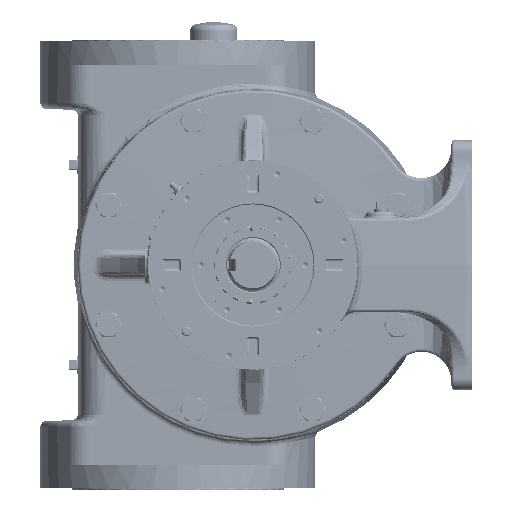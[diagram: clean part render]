
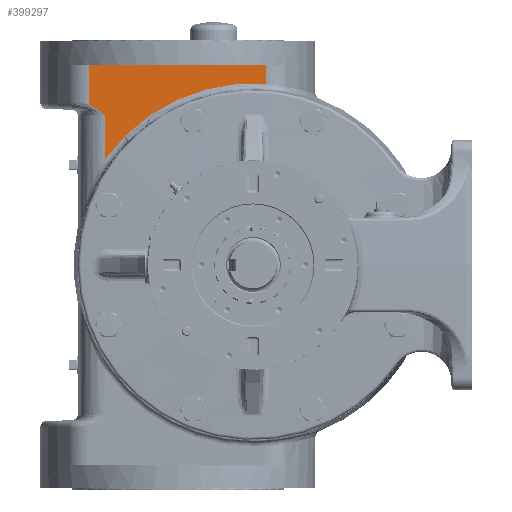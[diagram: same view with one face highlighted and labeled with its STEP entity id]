
A CAD part, left-side view. The second image highlights one B-rep face of the part: STEP entity #399297.
In plain terms, the highlighted planar face has unit normal (-1, 0, 0).
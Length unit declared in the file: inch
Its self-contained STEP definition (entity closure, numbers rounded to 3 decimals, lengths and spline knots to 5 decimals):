
#1201 = DIRECTION ( 'NONE',  ( 0., 0., -1. ) ) ;
#12130 = CARTESIAN_POINT ( 'NONE',  ( 0.865, 5.90249, 4.23701 ) ) ;
#30557 = LINE ( 'NONE', #199081, #427646 ) ;
#32991 = VECTOR ( 'NONE', #239843, 39.37008 ) ;
#33226 = CARTESIAN_POINT ( 'NONE',  ( 0.865, 6.42418, 6.36149 ) ) ;
#37672 = CARTESIAN_POINT ( 'NONE',  ( 0.865, 6.54251, 6.41306 ) ) ;
#39832 = CARTESIAN_POINT ( 'NONE',  ( 0.865, 5.90864, 5.99589 ) ) ;
#45966 = EDGE_CURVE ( 'NONE', #330190, #361756, #363265, .T. ) ;
#49792 = CARTESIAN_POINT ( 'NONE',  ( 0.865, -0.54251, 7.2455 ) ) ;
#50005 = CARTESIAN_POINT ( 'NONE',  ( 0.865, 5.90249, 8. ) ) ;
#52772 = CARTESIAN_POINT ( 'NONE',  ( 0.865, -0.54251, 8. ) ) ;
#75807 = CARTESIAN_POINT ( 'NONE',  ( 0.865, 5.96451, 6.04199 ) ) ;
#77504 = CARTESIAN_POINT ( 'NONE',  ( 0.865, 5.90249, 5.9908 ) ) ;
#79541 = EDGE_CURVE ( 'NONE', #197066, #330190, #180557, .T. ) ;
#81772 = DIRECTION ( 'NONE',  ( 0., 0., -1. ) ) ;
#91673 = VERTEX_POINT ( 'NONE', #77504 ) ;
#98290 = CARTESIAN_POINT ( 'NONE',  ( 0.865, -0.54251, 8.74 ) ) ;
#102996 = CARTESIAN_POINT ( 'NONE',  ( 0.865, 6.02693, 6.09274 ) ) ;
#105182 = CARTESIAN_POINT ( 'NONE',  ( 0.865, 6.00189, 6.07252 ) ) ;
#105190 = EDGE_CURVE ( 'NONE', #215672, #361756, #250731, .T. ) ;
#153573 = EDGE_CURVE ( 'NONE', #312973, #91673, #305793, .T. ) ;
#176474 = PLANE ( 'NONE',  #320476 ) ;
#180557 = LINE ( 'NONE', #50005, #331973 ) ;
#192662 = DIRECTION ( 'NONE',  ( 0., 0., -1. ) ) ;
#197066 = VERTEX_POINT ( 'NONE', #267505 ) ;
#199081 = CARTESIAN_POINT ( 'NONE',  ( 0.865, 6.54251, 8.74 ) ) ;
#201398 = ORIENTED_EDGE ( 'NONE', *, *, #79541, .F. ) ;
#208402 = CARTESIAN_POINT ( 'NONE',  ( 0.865, 5.90249, 8.4321 ) ) ;
#210082 = CARTESIAN_POINT ( 'NONE',  ( 0.865, 5.90249, 8.4321 ) ) ;
#210662 = CARTESIAN_POINT ( 'NONE',  ( 0.865, 5.92727, 6.0113 ) ) ;
#215672 = VERTEX_POINT ( 'NONE', #12130 ) ;
#218529 = DIRECTION ( 'NONE',  ( 0., -1., 0. ) ) ;
#223020 = EDGE_LOOP ( 'NONE', ( #201398, #315757, #309544, #337255, #233723, #355490 ) ) ;
#233723 = ORIENTED_EDGE ( 'NONE', *, *, #105190, .T. ) ;
#239843 = DIRECTION ( 'NONE',  ( 0., 0., -1. ) ) ;
#242043 = LINE ( 'NONE', #208402, #32991 ) ;
#250731 = CIRCLE ( 'NONE', #408597, 7.26578 ) ;
#256883 = DIRECTION ( 'NONE',  ( 1., 0., 0. ) ) ;
#267505 = CARTESIAN_POINT ( 'NONE',  ( 0.865, 6.54251, 8. ) ) ;
#275769 = CARTESIAN_POINT ( 'NONE',  ( 0.865, 6.10262, 6.15258 ) ) ;
#276955 = VECTOR ( 'NONE', #192662, 39.37008 ) ;
#305793 = B_SPLINE_CURVE_WITH_KNOTS ( 'NONE', 3,
 ( #37672, #347549, #33226, #340920, #374674, #442119, #275769, #102996, #105182, #75807, #379135, #210662, #417296, #39832, #345355 ),
 .UNSPECIFIED., .F., .F.,
 ( 4, 2, 2, 2, 2, 1, 2, 4 ),
 ( 0., 0.00487, 0.00974, 0.01461, 0.01704, 0.01826, 0.01887, 0.01947 ),
 .UNSPECIFIED. ) ;
#309544 = ORIENTED_EDGE ( 'NONE', *, *, #153573, .T. ) ;
#310574 = EDGE_CURVE ( 'NONE', #197066, #312973, #30557, .T. ) ;
#312973 = VERTEX_POINT ( 'NONE', #392535 ) ;
#313180 = FACE_OUTER_BOUND ( 'NONE', #223020, .T. ) ;
#315757 = ORIENTED_EDGE ( 'NONE', *, *, #310574, .T. ) ;
#320476 = AXIS2_PLACEMENT_3D ( 'NONE', #210082, #346972, #326487 ) ;
#326487 = DIRECTION ( 'NONE',  ( 0., 0., -1. ) ) ;
#330190 = VERTEX_POINT ( 'NONE', #52772 ) ;
#330859 = CARTESIAN_POINT ( 'NONE',  ( 0.865, 0., 0. ) ) ;
#331973 = VECTOR ( 'NONE', #218529, 39.37008 ) ;
#337255 = ORIENTED_EDGE ( 'NONE', *, *, #395998, .T. ) ;
#340920 = CARTESIAN_POINT ( 'NONE',  ( 0.865, 6.31259, 6.29899 ) ) ;
#345355 = CARTESIAN_POINT ( 'NONE',  ( 0.865, 5.90249, 5.9908 ) ) ;
#346972 = DIRECTION ( 'NONE',  ( 1., 0., 0. ) ) ;
#347549 = CARTESIAN_POINT ( 'NONE',  ( 0.865, 6.48194, 6.38955 ) ) ;
#355490 = ORIENTED_EDGE ( 'NONE', *, *, #45966, .F. ) ;
#361756 = VERTEX_POINT ( 'NONE', #49792 ) ;
#363265 = LINE ( 'NONE', #98290, #276955 ) ;
#374674 = CARTESIAN_POINT ( 'NONE',  ( 0.865, 6.25878, 6.26453 ) ) ;
#379135 = CARTESIAN_POINT ( 'NONE',  ( 0.865, 5.94587, 6.02667 ) ) ;
#392535 = CARTESIAN_POINT ( 'NONE',  ( 0.865, 6.54251, 6.41306 ) ) ;
#395998 = EDGE_CURVE ( 'NONE', #91673, #215672, #242043, .T. ) ;
#399297 = ADVANCED_FACE ( 'Defeatured_0_1734', ( #313180 ), #176474, .F. ) ;
#408597 = AXIS2_PLACEMENT_3D ( 'NONE', #330859, #256883, #81772 ) ;
#417296 = CARTESIAN_POINT ( 'NONE',  ( 0.865, 5.91487, 6.00105 ) ) ;
#427646 = VECTOR ( 'NONE', #1201, 39.37008 ) ;
#442119 = CARTESIAN_POINT ( 'NONE',  ( 0.865, 6.15379, 6.19133 ) ) ;
